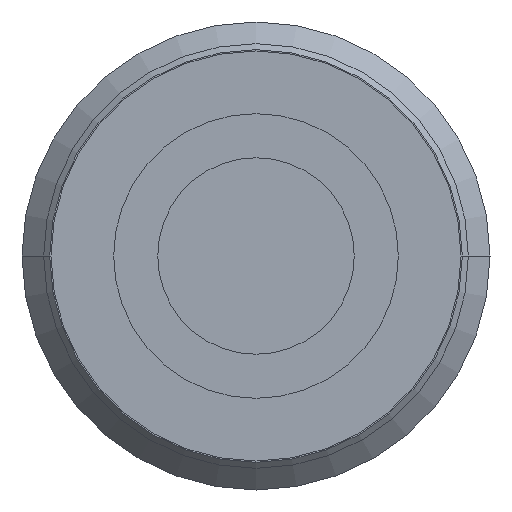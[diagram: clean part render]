
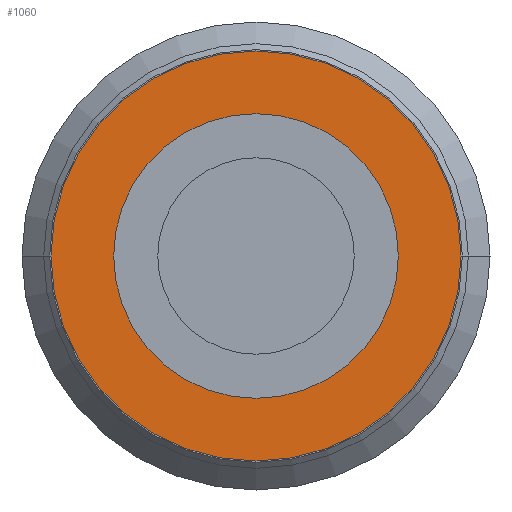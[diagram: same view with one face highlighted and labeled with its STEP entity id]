
A CAD part, left-side view. The second image highlights one B-rep face of the part: STEP entity #1060.
In plain terms, the highlighted planar face has unit normal (-1, 0, 0).
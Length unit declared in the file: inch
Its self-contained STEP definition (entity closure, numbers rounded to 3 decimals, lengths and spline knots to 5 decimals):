
#961=CARTESIAN_POINT('',(-0.04,0.,0.));
#962=DIRECTION('',(-1.,0.,0.));
#963=DIRECTION('',(0.,1.,0.));
#964=AXIS2_PLACEMENT_3D('',#961,#962,#963);
#966=CARTESIAN_POINT('',(-0.04,0.,0.));
#967=DIRECTION('',(1.,0.,0.));
#968=DIRECTION('',(0.,1.,0.));
#969=AXIS2_PLACEMENT_3D('',#966,#967,#968);
#971=CARTESIAN_POINT('',(-0.04,0.,0.));
#972=DIRECTION('',(1.,0.,0.));
#973=DIRECTION('',(0.,1.,0.));
#974=AXIS2_PLACEMENT_3D('',#971,#972,#973);
#984=CARTESIAN_POINT('',(-0.04,0.,0.));
#985=DIRECTION('',(-1.,0.,0.));
#986=DIRECTION('',(0.,1.,0.));
#987=AXIS2_PLACEMENT_3D('',#984,#985,#986);
#1000=CARTESIAN_POINT('',(-0.04,0.3255,0.));
#1002=VERTEX_POINT('',#1000);
#1003=CARTESIAN_POINT('',(-0.04,0.226,0.));
#1005=VERTEX_POINT('',#1003);
#1008=CARTESIAN_POINT('',(-0.04,-0.3255,0.));
#1010=VERTEX_POINT('',#1008);
#1011=CARTESIAN_POINT('',(-0.04,-0.226,0.));
#1013=VERTEX_POINT('',#1011);
#1045=CARTESIAN_POINT('',(-0.04,0.,0.));
#1046=DIRECTION('',(1.,0.,0.));
#1047=DIRECTION('',(0.,-1.,0.));
#1048=AXIS2_PLACEMENT_3D('',#1045,#1046,#1047);
#1049=PLANE('',#1048);
#1050=ORIENTED_EDGE('',*,*,#1037,.F.);
#1051=ORIENTED_EDGE('',*,*,#1026,.T.);
#1052=EDGE_LOOP('',(#1050,#1051));
#1053=FACE_OUTER_BOUND('',#1052,.F.);
#1055=ORIENTED_EDGE('',*,*,#1054,.F.);
#1057=ORIENTED_EDGE('',*,*,#1056,.T.);
#1058=EDGE_LOOP('',(#1055,#1057));
#1059=FACE_BOUND('',#1058,.F.);
#965=CIRCLE('',#964,0.3255);
#970=CIRCLE('',#969,0.3255);
#975=CIRCLE('',#974,0.226);
#988=CIRCLE('',#987,0.226);
#1026=EDGE_CURVE('',#1002,#1010,#970,.T.);
#1037=EDGE_CURVE('',#1002,#1010,#965,.T.);
#1054=EDGE_CURVE('',#1005,#1013,#975,.T.);
#1056=EDGE_CURVE('',#1005,#1013,#988,.T.);
#1060=ADVANCED_FACE('',(#1053,#1059),#1049,.F.);
